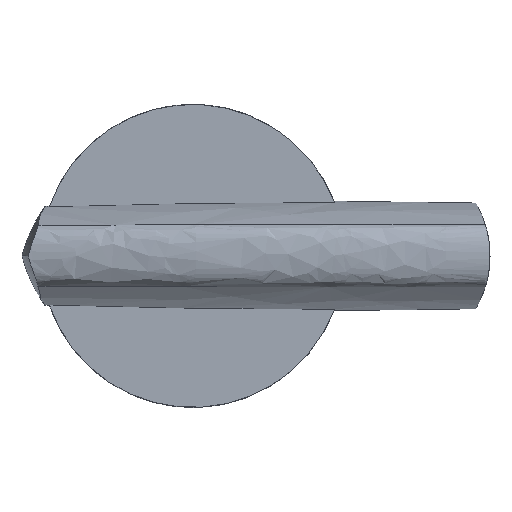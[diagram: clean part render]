
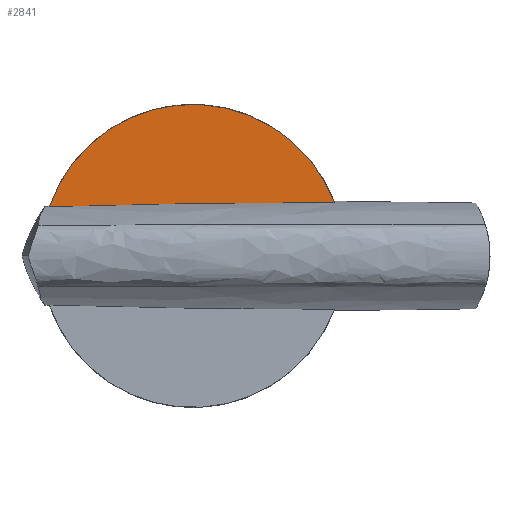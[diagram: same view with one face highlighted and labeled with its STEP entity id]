
A CAD part, top view. The second image highlights one B-rep face of the part: STEP entity #2841.
In plain terms, the highlighted planar face has unit normal (0, 0, 1).
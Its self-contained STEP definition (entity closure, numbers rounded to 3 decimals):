
#157=CARTESIAN_POINT('',(14.788,5.564,65.488));
#158=CARTESIAN_POINT('',(13.37,5.561,65.488));
#159=CARTESIAN_POINT('',(10.58,5.55,65.488));
#160=CARTESIAN_POINT('',(6.528,5.522,65.488));
#161=CARTESIAN_POINT('',(2.609,5.482,65.488));
#162=CARTESIAN_POINT('',(-1.175,5.43,65.488));
#163=CARTESIAN_POINT('',(-4.825,5.367,65.488));
#164=CARTESIAN_POINT('',(-8.342,5.293,65.488));
#165=CARTESIAN_POINT('',(-11.725,5.207,65.488));
#166=CARTESIAN_POINT('',(-13.891,5.143,65.488));
#167=CARTESIAN_POINT('',(-14.951,5.109,65.488));
#1084=CARTESIAN_POINT('',(0.,0.,65.488));
#1085=DIRECTION('',(0.,0.,1.));
#1086=DIRECTION('',(0.936,0.352,0.));
#1087=AXIS2_PLACEMENT_3D('',#1084,#1085,#1086);
#1966=VERTEX_POINT('',#157);
#1967=VERTEX_POINT('',#167);
#2832=CARTESIAN_POINT('',(7.78,-0.933,
65.488));
#2833=DIRECTION('',(0.,0.,-1.));
#2834=DIRECTION('',(0.,-1.,0.));
#2835=AXIS2_PLACEMENT_3D('',#2832,#2833,#2834);
#2836=PLANE('',#2835);
#2837=ORIENTED_EDGE('',*,*,#2816,.F.);
#2838=ORIENTED_EDGE('',*,*,#2207,.T.);
#2839=EDGE_LOOP('',(#2837,#2838));
#2840=FACE_OUTER_BOUND('',#2839,.F.);
#168=B_SPLINE_CURVE_WITH_KNOTS('',3,(#157,#158,#159,#160,#161,#162,#163,#164,
#165,#166,#167),.UNSPECIFIED.,.F.,.F.,(4,1,1,1,1,1,1,1,4),(0.,0.125,0.25,
0.375,0.5,0.625,0.75,0.875,1.),.UNSPECIFIED.);
#1088=CIRCLE('',#1087,15.8);
#2207=EDGE_CURVE('',#1966,#1967,#168,.T.);
#2816=EDGE_CURVE('',#1966,#1967,#1088,.T.);
#2841=ADVANCED_FACE('',(#2840),#2836,.F.);
